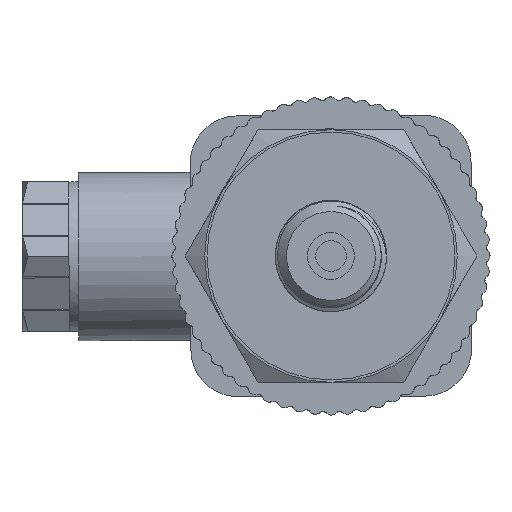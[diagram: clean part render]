
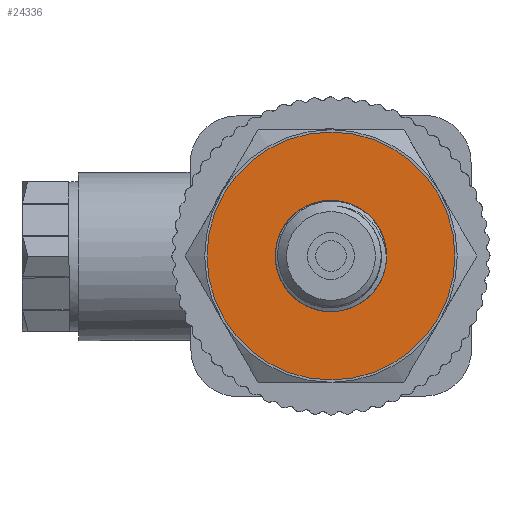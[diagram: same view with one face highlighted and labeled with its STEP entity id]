
A CAD part, left-side view. The second image highlights one B-rep face of the part: STEP entity #24336.
In plain terms, the highlighted planar face has unit normal (-1, 0, 0).
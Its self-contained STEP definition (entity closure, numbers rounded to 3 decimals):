
#299=PLANE('',#25646);
#1494=FACE_BOUND('',#3315,.T.);
#1939=FACE_OUTER_BOUND('',#3314,.T.);
#3314=EDGE_LOOP('',(#18088));
#3315=EDGE_LOOP('',(#18089));
#4546=CIRCLE('',#25629,13.25);
#4556=CIRCLE('',#25644,5.942);
#10646=VERTEX_POINT('',#46160);
#10655=VERTEX_POINT('',#47335);
#13434=EDGE_CURVE('',#10646,#10646,#4546,.T.);
#13450=EDGE_CURVE('',#10655,#10655,#4556,.T.);
#18088=ORIENTED_EDGE('',*,*,#13434,.T.);
#18089=ORIENTED_EDGE('',*,*,#13450,.T.);
#24336=ADVANCED_FACE('',(#1939,#1494),#299,.T.);
#25629=AXIS2_PLACEMENT_3D('',#46162,#27607,#27608);
#25644=AXIS2_PLACEMENT_3D('',#47336,#27639,#27640);
#25646=AXIS2_PLACEMENT_3D('',#47706,#27644,#27645);
#27607=DIRECTION('center_axis',(-1.,0.,0.));
#27608=DIRECTION('ref_axis',(0.,1.,0.));
#27639=DIRECTION('center_axis',(1.,0.,0.));
#27640=DIRECTION('ref_axis',(0.,1.,0.));
#27644=DIRECTION('center_axis',(-1.,0.,0.));
#27645=DIRECTION('ref_axis',(0.,0.,1.));
#46160=CARTESIAN_POINT('',(-47.,-13.25,0.));
#46162=CARTESIAN_POINT('Origin',(-47.,0.,0.));
#47335=CARTESIAN_POINT('',(-47.,-5.942,0.));
#47336=CARTESIAN_POINT('Origin',(-47.,0.,0.));
#47706=CARTESIAN_POINT('Origin',(-47.,13.5,0.));
